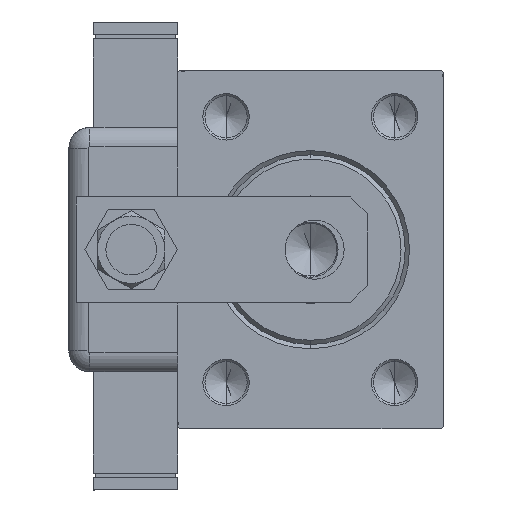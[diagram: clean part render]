
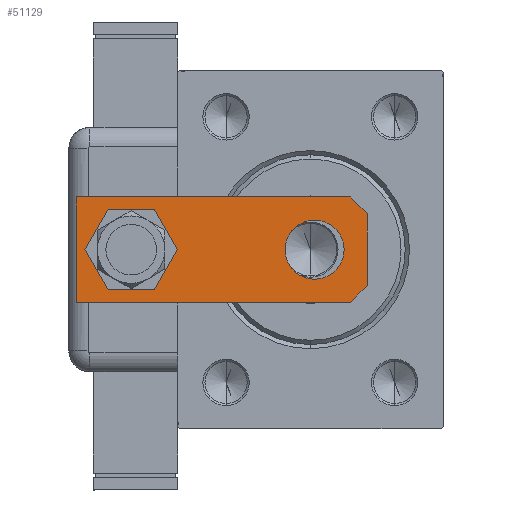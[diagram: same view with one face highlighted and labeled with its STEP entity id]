
A CAD part, left-side view. The second image highlights one B-rep face of the part: STEP entity #51129.
In plain terms, the highlighted face is planar.
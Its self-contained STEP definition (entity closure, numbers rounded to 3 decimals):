
#679 = EDGE_LOOP ( 'NONE', ( #56125, #37309 ) ) ;
#1129 = ORIENTED_EDGE ( 'NONE', *, *, #2469, .T. ) ;
#1165 = DIRECTION ( 'NONE',  ( -1., 0., 0. ) ) ;
#1706 = DIRECTION ( 'NONE',  ( 0., 1., 0. ) ) ;
#1755 = ORIENTED_EDGE ( 'NONE', *, *, #18127, .F. ) ;
#2063 = DIRECTION ( 'NONE',  ( 1., 0., 0. ) ) ;
#2235 = AXIS2_PLACEMENT_3D ( 'NONE', #7589, #11270, #2063 ) ;
#2469 = EDGE_CURVE ( 'NONE', #3021, #46927, #20981, .T. ) ;
#2528 = ORIENTED_EDGE ( 'NONE', *, *, #57124, .F. ) ;
#3021 = VERTEX_POINT ( 'NONE', #54618 ) ;
#3647 = VERTEX_POINT ( 'NONE', #46777 ) ;
#3739 = LINE ( 'NONE', #43527, #14906 ) ;
#3871 = EDGE_CURVE ( 'NONE', #22478, #47511, #23189, .T. ) ;
#7427 = DIRECTION ( 'NONE',  ( 0., 0., 1. ) ) ;
#7589 = CARTESIAN_POINT ( 'NONE',  ( 0., 12.5, 0. ) ) ;
#7779 = DIRECTION ( 'NONE',  ( -0.707, -0.707, 0. ) ) ;
#8660 = VECTOR ( 'NONE', #51503, 1000. ) ;
#8696 = DIRECTION ( 'NONE',  ( 1., 0., 0. ) ) ;
#9049 = VECTOR ( 'NONE', #1165, 1000. ) ;
#9865 = EDGE_CURVE ( 'NONE', #24292, #37107, #49845, .T. ) ;
#10315 = LINE ( 'NONE', #48074, #28859 ) ;
#11081 = CIRCLE ( 'NONE', #2235, 7. ) ;
#11270 = DIRECTION ( 'NONE',  ( 0., 0., 1. ) ) ;
#11375 = VERTEX_POINT ( 'NONE', #32426 ) ;
#11592 = CARTESIAN_POINT ( 'NONE',  ( 12.5, 69., 0. ) ) ;
#13102 = EDGE_CURVE ( 'NONE', #11375, #3647, #15697, .T. ) ;
#13284 = PLANE ( 'NONE',  #45457 ) ;
#14906 = VECTOR ( 'NONE', #46408, 1000. ) ;
#14991 = ORIENTED_EDGE ( 'NONE', *, *, #9865, .T. ) ;
#15697 = CIRCLE ( 'NONE', #34315, 7. ) ;
#16383 = DIRECTION ( 'NONE',  ( -0.707, 0.707, 0. ) ) ;
#17760 = CARTESIAN_POINT ( 'NONE',  ( -7., 56., 0. ) ) ;
#18127 = EDGE_CURVE ( 'NONE', #22201, #46927, #47212, .T. ) ;
#20484 = DIRECTION ( 'NONE',  ( 1., 0., 0. ) ) ;
#20813 = CARTESIAN_POINT ( 'NONE',  ( -12.5, 69., 0. ) ) ;
#20981 = LINE ( 'NONE', #24682, #60409 ) ;
#21626 = CARTESIAN_POINT ( 'NONE',  ( 0., 56., 0. ) ) ;
#22201 = VERTEX_POINT ( 'NONE', #20813 ) ;
#22478 = VERTEX_POINT ( 'NONE', #17760 ) ;
#22989 = EDGE_LOOP ( 'NONE', ( #58585, #1129, #1755, #60509, #2528, #14991 ) ) ;
#23189 = CIRCLE ( 'NONE', #37914, 7. ) ;
#24292 = VERTEX_POINT ( 'NONE', #47688 ) ;
#24682 = CARTESIAN_POINT ( 'NONE',  ( -8.5, 0., 0. ) ) ;
#27437 = DIRECTION ( 'NONE',  ( 0., 0., 1. ) ) ;
#28010 = CARTESIAN_POINT ( 'NONE',  ( 0., 0., 0. ) ) ;
#28859 = VECTOR ( 'NONE', #1706, 1000. ) ;
#29910 = EDGE_CURVE ( 'NONE', #47511, #22478, #57933, .T. ) ;
#31344 = CARTESIAN_POINT ( 'NONE',  ( 0., 56., 0. ) ) ;
#31520 = EDGE_CURVE ( 'NONE', #3021, #37107, #3739, .T. ) ;
#31995 = EDGE_LOOP ( 'NONE', ( #49076, #36561 ) ) ;
#32426 = CARTESIAN_POINT ( 'NONE',  ( 7., 12.5, 0. ) ) ;
#32787 = CARTESIAN_POINT ( 'NONE',  ( 7., 56., 0. ) ) ;
#33586 = EDGE_CURVE ( 'NONE', #3647, #11375, #11081, .T. ) ;
#34315 = AXIS2_PLACEMENT_3D ( 'NONE', #38905, #38014, #20484 ) ;
#34942 = CARTESIAN_POINT ( 'NONE',  ( -12.5, 4., 0. ) ) ;
#35724 = CARTESIAN_POINT ( 'NONE',  ( 12.5, 69., 0. ) ) ;
#36561 = ORIENTED_EDGE ( 'NONE', *, *, #29910, .T. ) ;
#36913 = FACE_BOUND ( 'NONE', #31995, .T. ) ;
#37107 = VERTEX_POINT ( 'NONE', #44477 ) ;
#37215 = DIRECTION ( 'NONE',  ( 0., 0., 1. ) ) ;
#37309 = ORIENTED_EDGE ( 'NONE', *, *, #13102, .T. ) ;
#37914 = AXIS2_PLACEMENT_3D ( 'NONE', #31344, #7427, #55005 ) ;
#38014 = DIRECTION ( 'NONE',  ( 0., 0., 1. ) ) ;
#38905 = CARTESIAN_POINT ( 'NONE',  ( 0., 12.5, 0. ) ) ;
#39495 = LINE ( 'NONE', #11592, #9049 ) ;
#40302 = CARTESIAN_POINT ( 'NONE',  ( 12.5, 4., 0. ) ) ;
#42127 = VERTEX_POINT ( 'NONE', #35724 ) ;
#43527 = CARTESIAN_POINT ( 'NONE',  ( -12.5, 0., 0. ) ) ;
#44477 = CARTESIAN_POINT ( 'NONE',  ( 8.5, 0., 0. ) ) ;
#45457 = AXIS2_PLACEMENT_3D ( 'NONE', #28010, #37215, #8696 ) ;
#45841 = FACE_OUTER_BOUND ( 'NONE', #22989, .T. ) ;
#46408 = DIRECTION ( 'NONE',  ( 1., 0., 0. ) ) ;
#46777 = CARTESIAN_POINT ( 'NONE',  ( -7., 12.5, 0. ) ) ;
#46927 = VERTEX_POINT ( 'NONE', #34942 ) ;
#47212 = LINE ( 'NONE', #52398, #8660 ) ;
#47511 = VERTEX_POINT ( 'NONE', #32787 ) ;
#47604 = EDGE_CURVE ( 'NONE', #42127, #22201, #39495, .T. ) ;
#47688 = CARTESIAN_POINT ( 'NONE',  ( 12.5, 4., 0. ) ) ;
#48074 = CARTESIAN_POINT ( 'NONE',  ( 12.5, 0., 0. ) ) ;
#49076 = ORIENTED_EDGE ( 'NONE', *, *, #3871, .T. ) ;
#49845 = LINE ( 'NONE', #40302, #60528 ) ;
#51129 = ADVANCED_FACE ( 'NONE', ( #45841, #36913, #60255 ), #13284, .F. ) ;
#51503 = DIRECTION ( 'NONE',  ( 0., -1., 0. ) ) ;
#51704 = DIRECTION ( 'NONE',  ( 1., 0., 0. ) ) ;
#52398 = CARTESIAN_POINT ( 'NONE',  ( -12.5, 69., 0. ) ) ;
#54618 = CARTESIAN_POINT ( 'NONE',  ( -8.5, 0., 0. ) ) ;
#55005 = DIRECTION ( 'NONE',  ( 1., 0., 0. ) ) ;
#56125 = ORIENTED_EDGE ( 'NONE', *, *, #33586, .T. ) ;
#57124 = EDGE_CURVE ( 'NONE', #24292, #42127, #10315, .T. ) ;
#57933 = CIRCLE ( 'NONE', #58948, 7. ) ;
#58585 = ORIENTED_EDGE ( 'NONE', *, *, #31520, .F. ) ;
#58948 = AXIS2_PLACEMENT_3D ( 'NONE', #21626, #27437, #51704 ) ;
#60255 = FACE_BOUND ( 'NONE', #679, .T. ) ;
#60409 = VECTOR ( 'NONE', #16383, 1000. ) ;
#60509 = ORIENTED_EDGE ( 'NONE', *, *, #47604, .F. ) ;
#60528 = VECTOR ( 'NONE', #7779, 1000. ) ;
